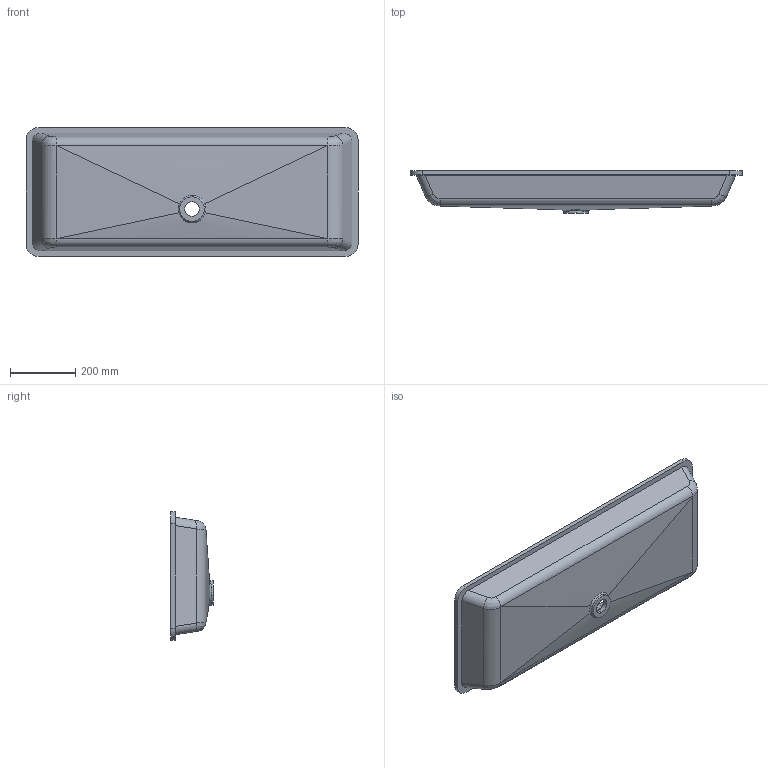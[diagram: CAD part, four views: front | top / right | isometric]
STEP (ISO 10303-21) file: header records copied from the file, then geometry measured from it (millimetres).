
FILE_DESCRIPTION (( 'STEP AP214' ), '1' );
FILE_NAME ('ERA-2D.STEP', '2018-04-16T12:32:02', ( '' ), ( '' ), 'SwSTEP 2.0', 'SolidWorks 2017', '' );
FILE_SCHEMA (( 'AUTOMOTIVE_DESIGN' ));
Length unit declared in the file: millimetre
Products named in the file (1): ERA-2D
Bounding box: 1020 x 130 x 395 mm (x, y, z)
Volume: 8756543.8 mm3; surface area: 1293010.5 mm2
Topology: 2 solids, 2 shells, 73 faces, 192 edges, 122 vertices
Faces by surface type: plane 25, cylinder 24, bspline 24
Entity records: 8129 total; most frequent: CARTESIAN_POINT 6522, ORIENTED_EDGE 380, DIRECTION 240, EDGE_CURVE 190, VERTEX_POINT 122, VECTOR 84, LINE 84, EDGE_LOOP 78
